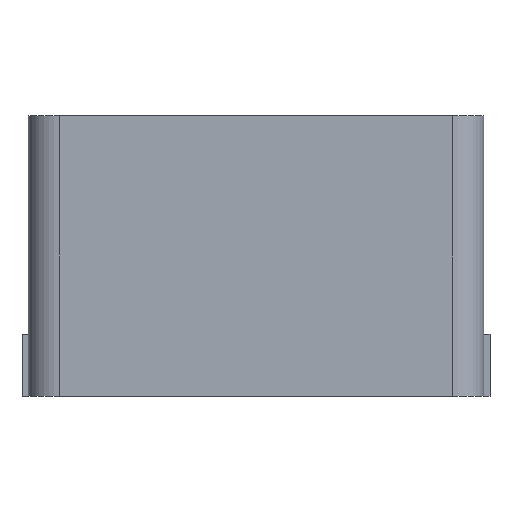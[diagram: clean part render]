
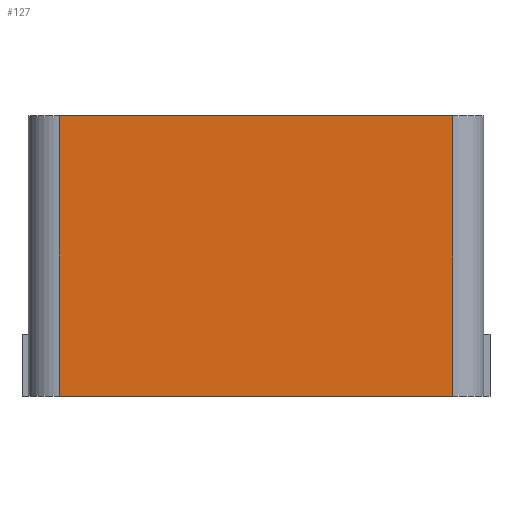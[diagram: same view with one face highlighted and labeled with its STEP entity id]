
A CAD part, front view. The second image highlights one B-rep face of the part: STEP entity #127.
In plain terms, the highlighted planar face has unit normal (0, -1, 0).
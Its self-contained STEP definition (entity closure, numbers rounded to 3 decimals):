
#127 = ADVANCED_FACE( '', ( #254 ), #255, .F. );
#254 = FACE_OUTER_BOUND( '', #375, .T. );
#255 = PLANE( '', #376 );
#375 = EDGE_LOOP( '', ( #700, #701, #702, #703 ) );
#376 = AXIS2_PLACEMENT_3D( '', #704, #705, #706 );
#700 = ORIENTED_EDGE( '', *, *, #793, .T. );
#701 = ORIENTED_EDGE( '', *, *, #743, .T. );
#702 = ORIENTED_EDGE( '', *, *, #769, .F. );
#703 = ORIENTED_EDGE( '', *, *, #815, .T. );
#704 = CARTESIAN_POINT( '', ( -3.65, -3.65, 4.5 ) );
#705 = DIRECTION( '', ( 0., 1., 0. ) );
#706 = DIRECTION( '', ( 0., 0., 1. ) );
#743 = EDGE_CURVE( '', #888, #885, #889, .F. );
#769 = EDGE_CURVE( '', #934, #885, #935, .T. );
#793 = EDGE_CURVE( '', #973, #888, #974, .T. );
#815 = EDGE_CURVE( '', #934, #973, #1007, .T. );
#885 = VERTEX_POINT( '', #1092 );
#888 = VERTEX_POINT( '', #1095 );
#889 = LINE( '', #1096, #1097 );
#934 = VERTEX_POINT( '', #1161 );
#935 = LINE( '', #1162, #1163 );
#973 = VERTEX_POINT( '', #1216 );
#974 = LINE( '', #1217, #1218 );
#1007 = LINE( '', #1264, #1265 );
#1092 = CARTESIAN_POINT( '', ( 3.15, -3.65, 4.5 ) );
#1095 = CARTESIAN_POINT( '', ( 3.15, -3.65, 0. ) );
#1096 = CARTESIAN_POINT( '', ( 3.15, -3.65, 4.5 ) );
#1097 = VECTOR( '', #1363, 1000. );
#1161 = CARTESIAN_POINT( '', ( -3.15, -3.65, 4.5 ) );
#1162 = CARTESIAN_POINT( '', ( -3.65, -3.65, 4.5 ) );
#1163 = VECTOR( '', #1395, 1000. );
#1216 = CARTESIAN_POINT( '', ( -3.15, -3.65, 0. ) );
#1217 = CARTESIAN_POINT( '', ( -3.65, -3.65, 0. ) );
#1218 = VECTOR( '', #1420, 1000. );
#1264 = CARTESIAN_POINT( '', ( -3.15, -3.65, 4.5 ) );
#1265 = VECTOR( '', #1446, 1000. );
#1363 = DIRECTION( '', ( 0., 0., -1. ) );
#1395 = DIRECTION( '', ( 1., 0., 0. ) );
#1420 = DIRECTION( '', ( 1., 0., 0. ) );
#1446 = DIRECTION( '', ( 0., 0., -1. ) );
